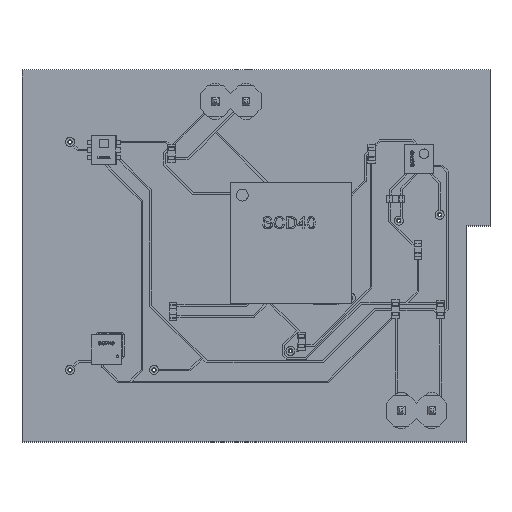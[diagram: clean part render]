
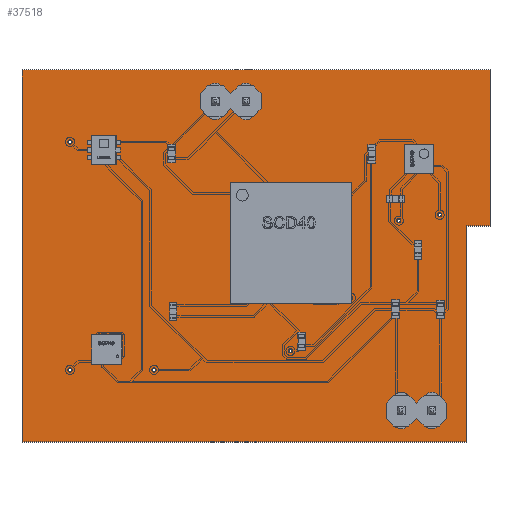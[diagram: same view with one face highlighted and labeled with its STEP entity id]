
A CAD part, top view. The second image highlights one B-rep face of the part: STEP entity #37518.
In plain terms, the highlighted planar face has unit normal (0, 0, 1).
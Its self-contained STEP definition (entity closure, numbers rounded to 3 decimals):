
#1769=FACE_BOUND('',#6872,.T.);
#1770=FACE_BOUND('',#6873,.T.);
#1771=FACE_BOUND('',#6874,.T.);
#1772=FACE_BOUND('',#6875,.T.);
#1773=FACE_BOUND('',#6876,.T.);
#1774=FACE_BOUND('',#6877,.T.);
#1775=FACE_BOUND('',#6878,.T.);
#1776=FACE_BOUND('',#6879,.T.);
#1777=FACE_BOUND('',#6880,.T.);
#1778=FACE_BOUND('',#6881,.T.);
#1779=FACE_BOUND('',#6882,.T.);
#1780=FACE_BOUND('',#6883,.T.);
#1781=FACE_BOUND('',#6884,.T.);
#1782=FACE_BOUND('',#6885,.T.);
#2978=PLANE('',#40428);
#4630=FACE_OUTER_BOUND('',#6871,.T.);
#6871=EDGE_LOOP('',(#31960,#31961,#31962,#31963,#31964,#31965));
#6872=EDGE_LOOP('',(#31966));
#6873=EDGE_LOOP('',(#31967));
#6874=EDGE_LOOP('',(#31968));
#6875=EDGE_LOOP('',(#31969));
#6876=EDGE_LOOP('',(#31970));
#6877=EDGE_LOOP('',(#31971));
#6878=EDGE_LOOP('',(#31972));
#6879=EDGE_LOOP('',(#31973));
#6880=EDGE_LOOP('',(#31974));
#6881=EDGE_LOOP('',(#31975));
#6882=EDGE_LOOP('',(#31976));
#6883=EDGE_LOOP('',(#31977));
#6884=EDGE_LOOP('',(#31978));
#6885=EDGE_LOOP('',(#31979));
#10588=LINE('',#56887,#14537);
#10591=LINE('',#56893,#14540);
#10594=LINE('',#56899,#14543);
#10597=LINE('',#56905,#14546);
#10600=LINE('',#56911,#14549);
#10603=LINE('',#56915,#14552);
#14537=VECTOR('',#47669,10.);
#14540=VECTOR('',#47674,10.);
#14543=VECTOR('',#47679,10.);
#14546=VECTOR('',#47684,10.);
#14549=VECTOR('',#47689,10.);
#14552=VECTOR('',#47694,10.);
#16112=CIRCLE('',#40382,0.508);
#16114=CIRCLE('',#40385,0.175);
#16116=CIRCLE('',#40388,0.175);
#16118=CIRCLE('',#40391,0.175);
#16120=CIRCLE('',#40394,0.508);
#16122=CIRCLE('',#40397,0.175);
#16124=CIRCLE('',#40400,0.175);
#16126=CIRCLE('',#40403,0.175);
#16128=CIRCLE('',#40406,0.508);
#16130=CIRCLE('',#40409,0.175);
#16132=CIRCLE('',#40412,0.175);
#16134=CIRCLE('',#40415,0.175);
#16136=CIRCLE('',#40418,0.508);
#16138=CIRCLE('',#40421,0.175);
#18520=VERTEX_POINT('',#56799);
#18522=VERTEX_POINT('',#56805);
#18524=VERTEX_POINT('',#56811);
#18526=VERTEX_POINT('',#56817);
#18528=VERTEX_POINT('',#56823);
#18530=VERTEX_POINT('',#56829);
#18532=VERTEX_POINT('',#56835);
#18534=VERTEX_POINT('',#56841);
#18536=VERTEX_POINT('',#56847);
#18538=VERTEX_POINT('',#56853);
#18540=VERTEX_POINT('',#56859);
#18542=VERTEX_POINT('',#56865);
#18544=VERTEX_POINT('',#56871);
#18546=VERTEX_POINT('',#56877);
#18549=VERTEX_POINT('',#56884);
#18550=VERTEX_POINT('',#56886);
#18552=VERTEX_POINT('',#56892);
#18554=VERTEX_POINT('',#56898);
#18556=VERTEX_POINT('',#56904);
#18558=VERTEX_POINT('',#56910);
#23168=EDGE_CURVE('',#18520,#18520,#16112,.T.);
#23171=EDGE_CURVE('',#18522,#18522,#16114,.T.);
#23174=EDGE_CURVE('',#18524,#18524,#16116,.T.);
#23177=EDGE_CURVE('',#18526,#18526,#16118,.T.);
#23180=EDGE_CURVE('',#18528,#18528,#16120,.T.);
#23183=EDGE_CURVE('',#18530,#18530,#16122,.T.);
#23186=EDGE_CURVE('',#18532,#18532,#16124,.T.);
#23189=EDGE_CURVE('',#18534,#18534,#16126,.T.);
#23192=EDGE_CURVE('',#18536,#18536,#16128,.T.);
#23195=EDGE_CURVE('',#18538,#18538,#16130,.T.);
#23198=EDGE_CURVE('',#18540,#18540,#16132,.T.);
#23201=EDGE_CURVE('',#18542,#18542,#16134,.T.);
#23204=EDGE_CURVE('',#18544,#18544,#16136,.T.);
#23207=EDGE_CURVE('',#18546,#18546,#16138,.T.);
#23210=EDGE_CURVE('',#18550,#18549,#10588,.T.);
#23213=EDGE_CURVE('',#18552,#18550,#10591,.T.);
#23216=EDGE_CURVE('',#18554,#18552,#10594,.T.);
#23219=EDGE_CURVE('',#18556,#18554,#10597,.T.);
#23222=EDGE_CURVE('',#18558,#18556,#10600,.T.);
#23225=EDGE_CURVE('',#18549,#18558,#10603,.T.);
#31960=ORIENTED_EDGE('',*,*,#23225,.T.);
#31961=ORIENTED_EDGE('',*,*,#23222,.T.);
#31962=ORIENTED_EDGE('',*,*,#23219,.T.);
#31963=ORIENTED_EDGE('',*,*,#23216,.T.);
#31964=ORIENTED_EDGE('',*,*,#23213,.T.);
#31965=ORIENTED_EDGE('',*,*,#23210,.T.);
#31966=ORIENTED_EDGE('',*,*,#23168,.T.);
#31967=ORIENTED_EDGE('',*,*,#23171,.T.);
#31968=ORIENTED_EDGE('',*,*,#23174,.T.);
#31969=ORIENTED_EDGE('',*,*,#23177,.T.);
#31970=ORIENTED_EDGE('',*,*,#23180,.T.);
#31971=ORIENTED_EDGE('',*,*,#23183,.T.);
#31972=ORIENTED_EDGE('',*,*,#23186,.T.);
#31973=ORIENTED_EDGE('',*,*,#23189,.T.);
#31974=ORIENTED_EDGE('',*,*,#23192,.T.);
#31975=ORIENTED_EDGE('',*,*,#23195,.T.);
#31976=ORIENTED_EDGE('',*,*,#23198,.T.);
#31977=ORIENTED_EDGE('',*,*,#23201,.T.);
#31978=ORIENTED_EDGE('',*,*,#23204,.T.);
#31979=ORIENTED_EDGE('',*,*,#23207,.T.);
#37518=ADVANCED_FACE('',(#4630,#1769,#1770,#1771,#1772,#1773,#1774,#1775,
#1776,#1777,#1778,#1779,#1780,#1781,#1782),#2978,.T.);
#40382=AXIS2_PLACEMENT_3D('',#56801,#47572,#47573);
#40385=AXIS2_PLACEMENT_3D('',#56807,#47579,#47580);
#40388=AXIS2_PLACEMENT_3D('',#56813,#47586,#47587);
#40391=AXIS2_PLACEMENT_3D('',#56819,#47593,#47594);
#40394=AXIS2_PLACEMENT_3D('',#56825,#47600,#47601);
#40397=AXIS2_PLACEMENT_3D('',#56831,#47607,#47608);
#40400=AXIS2_PLACEMENT_3D('',#56837,#47614,#47615);
#40403=AXIS2_PLACEMENT_3D('',#56843,#47621,#47622);
#40406=AXIS2_PLACEMENT_3D('',#56849,#47628,#47629);
#40409=AXIS2_PLACEMENT_3D('',#56855,#47635,#47636);
#40412=AXIS2_PLACEMENT_3D('',#56861,#47642,#47643);
#40415=AXIS2_PLACEMENT_3D('',#56867,#47649,#47650);
#40418=AXIS2_PLACEMENT_3D('',#56873,#47656,#47657);
#40421=AXIS2_PLACEMENT_3D('',#56879,#47663,#47664);
#40428=AXIS2_PLACEMENT_3D('',#56916,#47695,#47696);
#47572=DIRECTION('center_axis',(0.,0.,-1.));
#47573=DIRECTION('ref_axis',(1.,0.,0.));
#47579=DIRECTION('center_axis',(0.,0.,-1.));
#47580=DIRECTION('ref_axis',(1.,0.,0.));
#47586=DIRECTION('center_axis',(0.,0.,-1.));
#47587=DIRECTION('ref_axis',(1.,0.,0.));
#47593=DIRECTION('center_axis',(0.,0.,-1.));
#47594=DIRECTION('ref_axis',(1.,0.,0.));
#47600=DIRECTION('center_axis',(0.,0.,-1.));
#47601=DIRECTION('ref_axis',(1.,0.,0.));
#47607=DIRECTION('center_axis',(0.,0.,-1.));
#47608=DIRECTION('ref_axis',(1.,0.,0.));
#47614=DIRECTION('center_axis',(0.,0.,-1.));
#47615=DIRECTION('ref_axis',(1.,0.,0.));
#47621=DIRECTION('center_axis',(0.,0.,-1.));
#47622=DIRECTION('ref_axis',(1.,0.,0.));
#47628=DIRECTION('center_axis',(0.,0.,-1.));
#47629=DIRECTION('ref_axis',(1.,0.,0.));
#47635=DIRECTION('center_axis',(0.,0.,-1.));
#47636=DIRECTION('ref_axis',(1.,0.,0.));
#47642=DIRECTION('center_axis',(0.,0.,-1.));
#47643=DIRECTION('ref_axis',(1.,0.,0.));
#47649=DIRECTION('center_axis',(0.,0.,-1.));
#47650=DIRECTION('ref_axis',(1.,0.,0.));
#47656=DIRECTION('center_axis',(0.,0.,-1.));
#47657=DIRECTION('ref_axis',(1.,0.,0.));
#47663=DIRECTION('center_axis',(0.,0.,-1.));
#47664=DIRECTION('ref_axis',(1.,0.,0.));
#47669=DIRECTION('',(-1.,0.,0.));
#47674=DIRECTION('',(0.,1.,0.));
#47679=DIRECTION('',(1.,0.,0.));
#47684=DIRECTION('',(0.,1.,0.));
#47689=DIRECTION('',(1.,0.,0.));
#47694=DIRECTION('',(0.,-1.,0.));
#47695=DIRECTION('center_axis',(0.,0.,1.));
#47696=DIRECTION('ref_axis',(1.,0.,0.));
#56799=CARTESIAN_POINT('',(10.612,23.384,0.053));
#56801=CARTESIAN_POINT('Origin',(11.12,23.384,0.053));
#56805=CARTESIAN_POINT('',(1.349,2.896,0.053));
#56807=CARTESIAN_POINT('Origin',(1.524,2.896,0.053));
#56811=CARTESIAN_POINT('',(-1.175,20.,0.053));
#56813=CARTESIAN_POINT('Origin',(-1.,20.,0.053));
#56817=CARTESIAN_POINT('',(22.228,7.013,0.053));
#56819=CARTESIAN_POINT('Origin',(22.403,7.013,0.053));
#56823=CARTESIAN_POINT('',(28.638,-2.384,0.053));
#56825=CARTESIAN_POINT('Origin',(29.146,-2.384,0.053));
#56829=CARTESIAN_POINT('',(5.825,1.,0.053));
#56831=CARTESIAN_POINT('Origin',(6.,1.,0.053));
#56835=CARTESIAN_POINT('',(2.263,2.896,0.053));
#56837=CARTESIAN_POINT('Origin',(2.438,2.896,0.053));
#56841=CARTESIAN_POINT('',(-1.175,1.,0.053));
#56843=CARTESIAN_POINT('Origin',(-1.,1.,0.053));
#56847=CARTESIAN_POINT('',(13.152,23.384,0.053));
#56849=CARTESIAN_POINT('Origin',(13.66,23.384,0.053));
#56853=CARTESIAN_POINT('',(26.231,13.452,0.053));
#56855=CARTESIAN_POINT('Origin',(26.406,13.452,0.053));
#56859=CARTESIAN_POINT('',(21.313,7.62,0.053));
#56861=CARTESIAN_POINT('Origin',(21.488,7.62,0.053));
#56865=CARTESIAN_POINT('',(17.199,2.591,0.053));
#56867=CARTESIAN_POINT('Origin',(17.374,2.591,0.053));
#56871=CARTESIAN_POINT('',(26.098,-2.384,0.053));
#56873=CARTESIAN_POINT('Origin',(26.606,-2.384,0.053));
#56877=CARTESIAN_POINT('',(29.629,13.935,0.053));
#56879=CARTESIAN_POINT('Origin',(29.804,13.935,0.053));
#56884=CARTESIAN_POINT('',(-5.,26.,0.053));
#56886=CARTESIAN_POINT('',(34.,26.,0.053));
#56887=CARTESIAN_POINT('',(34.,26.,0.053));
#56892=CARTESIAN_POINT('',(34.,13.,0.053));
#56893=CARTESIAN_POINT('',(34.,13.,0.053));
#56898=CARTESIAN_POINT('',(32.,13.,0.053));
#56899=CARTESIAN_POINT('',(32.,13.,0.053));
#56904=CARTESIAN_POINT('',(32.,-5.,0.053));
#56905=CARTESIAN_POINT('',(32.,-5.,0.053));
#56910=CARTESIAN_POINT('',(-5.,-5.,0.053));
#56911=CARTESIAN_POINT('',(-5.,-5.,0.053));
#56915=CARTESIAN_POINT('',(-5.,0.,0.053));
#56916=CARTESIAN_POINT('Origin',(14.5,10.5,0.053));
